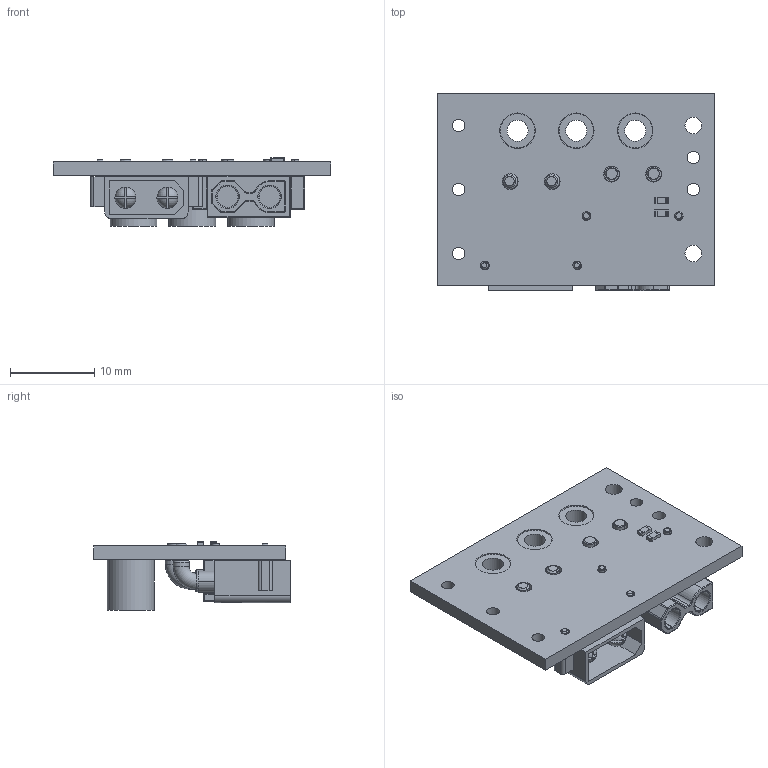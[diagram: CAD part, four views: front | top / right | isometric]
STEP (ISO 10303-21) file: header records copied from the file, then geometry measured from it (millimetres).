
FILE_DESCRIPTION(('KiCad electronic assembly'),'2;1');
FILE_NAME('DingLAB_miniPC_Power.step','2024-04-07T16:23:22',('Pcbnew'),( 'Kicad'),'Open CASCADE STEP processor 7.6','KiCad to STEP converter' ,'Unknown');
FILE_SCHEMA(('AUTOMOTIVE_DESIGN { 1 0 10303 214 1 1 1 1 }'));
Length unit declared in the file: millimetre
Products named in the file (10): DingLAB_miniPC_Power 1; R_0603_1608Metric; SOLID; SMTSO3060CTJ; CONN-TH_XT30PW-F; CONN-TH_XT30PW-M; COMPOUND; DingLAB_miniPC_Power_Vertical PCB
Assembly tree (12 placements, depth 3):
  DingLAB_miniPC_Power 1
    R_0603_1608Metric  x2
      SOLID
    SMTSO3060CTJ  x3
      SOLID
    CONN-TH_XT30PW-F
      SOLID
    CONN-TH_XT30PW-M
      COMPOUND
    DingLAB_miniPC_Power_Vertical PCB
Bounding box: 33.02 x 23.45 x 8.15 mm (x, y, z)
Volume: 2188.5 mm3; surface area: 4103.5 mm2
Topology: 10 solids, 10 shells, 1000 faces, 2619 edges, 1686 vertices
Faces by surface type: plane 705, cylinder 199, torus 50, sphere 22, cone 12, revolution 6, bspline 6
Full cylindrical faces by diameter (mm): 1 x4, 1.5 x5, 1.9 x4, 2 x2, 2.5 x3, 4.09 x3, 4.22 x3, 5.56 x3
Entity records: 66070 total; most frequent: CARTESIAN_POINT 13077, DIRECTION 9747, LINE 6675, VECTOR 6675, ORIENTED_EDGE 5038, PCURVE 5038, DEFINITIONAL_REPRESENTATION 5038, EDGE_CURVE 2519
